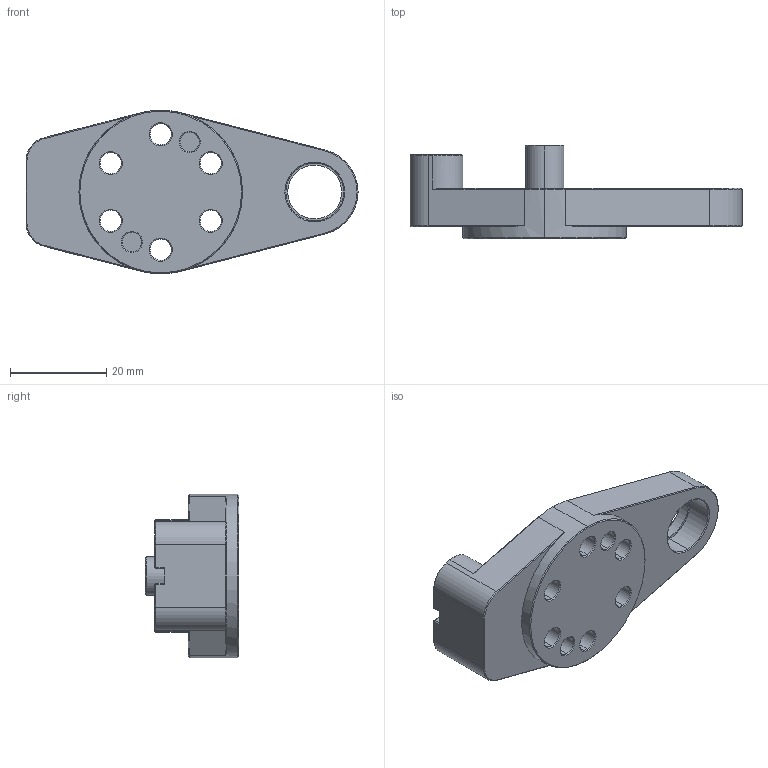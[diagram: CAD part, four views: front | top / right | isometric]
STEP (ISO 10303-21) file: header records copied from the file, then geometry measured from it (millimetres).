
FILE_DESCRIPTION (( 'STEP AP214' ), '1' );
FILE_NAME ('connector_2.STEP', '2026-01-14T06:49:14', ( '' ), ( '' ), 'SwSTEP 2.0', 'SolidWorks 2023', '' );
FILE_SCHEMA (( 'AUTOMOTIVE_DESIGN' ));
Length unit declared in the file: millimetre
Products named in the file (1): connector_2
Bounding box: 69 x 19.5 x 34 mm (x, y, z)
Volume: 14933.6 mm3; surface area: 7270.9 mm2
Topology: 1 solids, 1 shells, 169 faces, 378 edges, 218 vertices
Faces by surface type: cone 72, plane 50, cylinder 47
Entity records: 4642 total; most frequent: DIRECTION 871, CARTESIAN_POINT 778, ORIENTED_EDGE 744, EDGE_CURVE 372, AXIS2_PLACEMENT_3D 335, VERTEX_POINT 218, VECTOR 201, LINE 201
